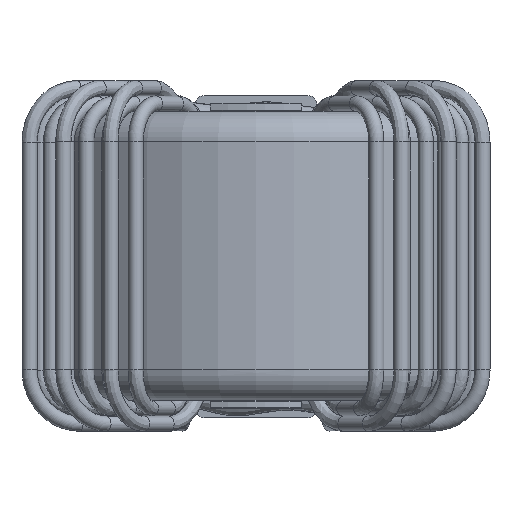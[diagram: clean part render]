
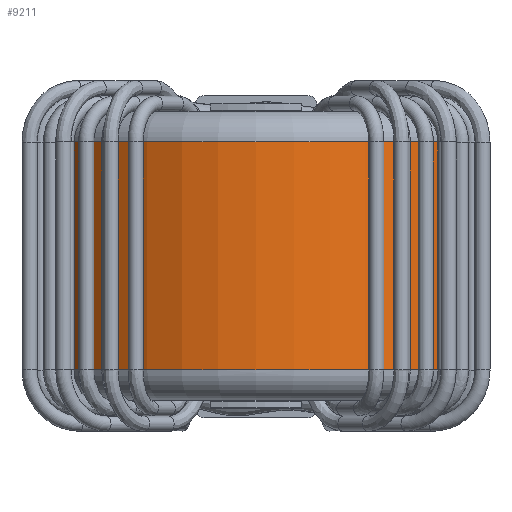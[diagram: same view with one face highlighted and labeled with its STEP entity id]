
A CAD part, top view. The second image highlights one B-rep face of the part: STEP entity #9211.
In plain terms, the highlighted cylindrical face has radius 7.15 mm (diameter 14.3 mm), a full revolution.
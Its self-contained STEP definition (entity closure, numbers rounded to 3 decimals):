
#834=CYLINDRICAL_SURFACE('',#9852,7.15);
#1367=ORIENTED_EDGE('',*,*,#2773,.T.);
#1368=ORIENTED_EDGE('',*,*,#2774,.T.);
#2773=EDGE_CURVE('',#3551,#3551,#4172,.T.);
#2774=EDGE_CURVE('',#3552,#3552,#4173,.F.);
#3551=VERTEX_POINT('',#20508);
#3552=VERTEX_POINT('',#20510);
#4172=CIRCLE('',#9853,7.15);
#4173=CIRCLE('',#9854,7.15);
#4741=EDGE_LOOP('',(#1367));
#4742=EDGE_LOOP('',(#1368));
#5569=FACE_BOUND('',#4741,.T.);
#5570=FACE_BOUND('',#4742,.T.);
#9211=ADVANCED_FACE('',(#5569,#5570),#834,.T.);
#9852=AXIS2_PLACEMENT_3D('',#20506,#10972,#10973);
#9853=AXIS2_PLACEMENT_3D('',#20507,#10974,#10975);
#9854=AXIS2_PLACEMENT_3D('',#20509,#10976,#10977);
#10972=DIRECTION('',(0.,1.,0.));
#10973=DIRECTION('',(0.,0.,1.));
#10974=DIRECTION('',(0.,1.,0.));
#10975=DIRECTION('',(0.,0.,1.));
#10976=DIRECTION('',(0.,1.,0.));
#10977=DIRECTION('',(0.,0.,1.));
#20506=CARTESIAN_POINT('',(0.,-4.75,10.75));
#20507=CARTESIAN_POINT('',(0.,-3.75,10.75));
#20508=CARTESIAN_POINT('',(0.,-3.75,17.9));
#20509=CARTESIAN_POINT('',(0.,3.75,10.75));
#20510=CARTESIAN_POINT('',(0.,3.75,17.9));
